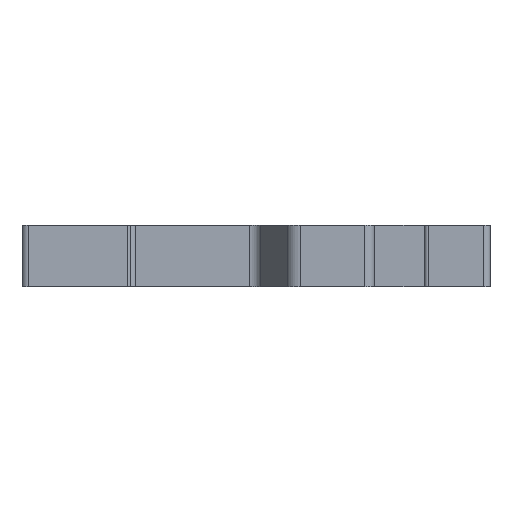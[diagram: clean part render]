
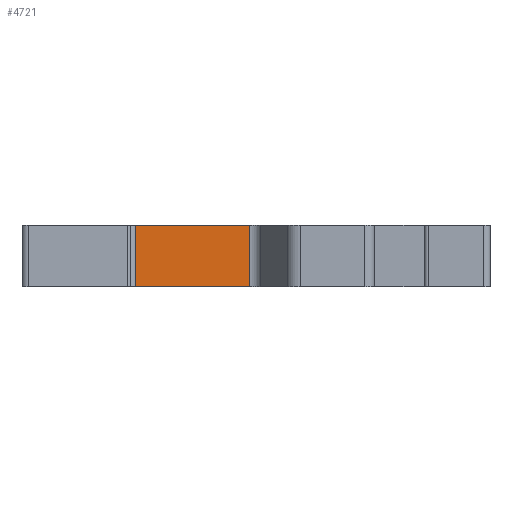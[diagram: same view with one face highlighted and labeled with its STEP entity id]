
A CAD part, left-side view. The second image highlights one B-rep face of the part: STEP entity #4721.
In plain terms, the highlighted planar face has unit normal (-1, 0, 0).
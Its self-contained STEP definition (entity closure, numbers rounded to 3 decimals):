
#192=DIRECTION('',(0.,1.,0.));
#193=VECTOR('',#192,9.426);
#194=CARTESIAN_POINT('',(-22.,12.952,0.));
#195=LINE('',#194,#193);
#891=DIRECTION('',(0.,1.,0.));
#892=VECTOR('',#891,9.426);
#893=CARTESIAN_POINT('',(-22.,12.952,-5.1));
#894=LINE('',#893,#892);
#1550=DIRECTION('',(0.,0.,1.));
#1551=VECTOR('',#1550,5.1);
#1552=CARTESIAN_POINT('',(-22.,22.377,-5.1));
#1553=LINE('',#1552,#1551);
#1554=DIRECTION('',(0.,0.,-1.));
#1555=VECTOR('',#1554,5.1);
#1556=CARTESIAN_POINT('',(-22.,12.952,0.));
#1557=LINE('',#1556,#1555);
#2522=CARTESIAN_POINT('',(-22.,12.952,0.));
#2524=VERTEX_POINT('',#2522);
#2526=CARTESIAN_POINT('',(-22.,12.952,-5.1));
#2528=VERTEX_POINT('',#2526);
#3105=CARTESIAN_POINT('',(-22.,22.377,-5.1));
#3106=CARTESIAN_POINT('',(-22.,22.377,0.));
#3107=VERTEX_POINT('',#3105);
#3108=VERTEX_POINT('',#3106);
#4709=CARTESIAN_POINT('',(-22.,12.952,0.));
#4710=DIRECTION('',(1.,0.,0.));
#4711=DIRECTION('',(0.,1.,0.));
#4712=AXIS2_PLACEMENT_3D('',#4709,#4710,#4711);
#4713=PLANE('',#4712);
#4714=ORIENTED_EDGE('',*,*,#4702,.T.);
#4715=ORIENTED_EDGE('',*,*,#3376,.F.);
#4717=ORIENTED_EDGE('',*,*,#4716,.T.);
#4718=ORIENTED_EDGE('',*,*,#3750,.T.);
#4719=EDGE_LOOP('',(#4714,#4715,#4717,#4718));
#4720=FACE_OUTER_BOUND('',#4719,.F.);
#4721=ADVANCED_FACE('',(#4720),#4713,.F.);
#3376=EDGE_CURVE('',#2524,#3108,#195,.T.);
#3750=EDGE_CURVE('',#2528,#3107,#894,.T.);
#4702=EDGE_CURVE('',#3107,#3108,#1553,.T.);
#4716=EDGE_CURVE('',#2524,#2528,#1557,.T.);
